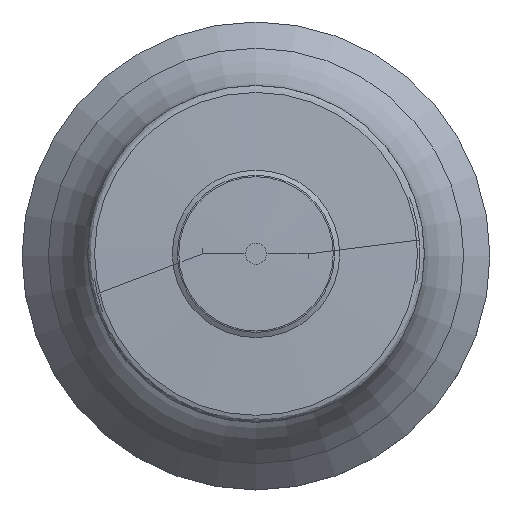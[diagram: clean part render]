
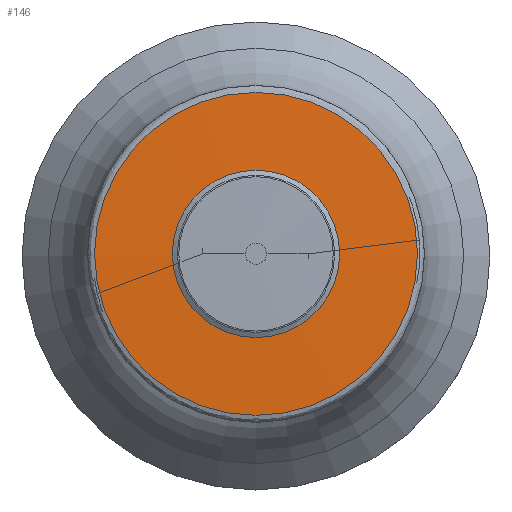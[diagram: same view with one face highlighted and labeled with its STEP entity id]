
A CAD part, top view. The second image highlights one B-rep face of the part: STEP entity #146.
In plain terms, the highlighted face is a revolution surface.
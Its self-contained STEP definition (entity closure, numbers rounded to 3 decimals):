
#34=SURFACE_OF_REVOLUTION('',#81,#40);
#40=AXIS1_PLACEMENT('',#749,#582);
#81=B_SPLINE_CURVE_WITH_KNOTS('',5,(#743,#744,#745,#746,#747,#748),
 .UNSPECIFIED.,.F.,.F.,(6,6),(0.,1.),.UNSPECIFIED.);
#146=ADVANCED_FACE('',(#195,#196),#34,.F.);
#195=FACE_BOUND('',#244,.T.);
#196=FACE_BOUND('',#245,.T.);
#244=EDGE_LOOP('',(#320));
#245=EDGE_LOOP('',(#321));
#320=ORIENTED_EDGE('',*,*,#397,.T.);
#321=ORIENTED_EDGE('',*,*,#396,.F.);
#358=VERTEX_POINT('',#717);
#359=VERTEX_POINT('',#742);
#396=EDGE_CURVE('',#358,#358,#419,.T.);
#397=EDGE_CURVE('',#359,#359,#420,.T.);
#419=CIRCLE('',#469,17.251);
#420=CIRCLE('',#470,8.941);
#469=AXIS2_PLACEMENT_3D('',#716,#577,#578);
#470=AXIS2_PLACEMENT_3D('',#741,#580,#581);
#577=DIRECTION('',(0.,0.,-1.));
#578=DIRECTION('',(-1.,0.,0.));
#580=DIRECTION('',(0.,0.,-1.));
#581=DIRECTION('',(-1.,0.,0.));
#582=DIRECTION('',(0.,0.,-1.));
#716=CARTESIAN_POINT('',(0.,0.,132.202));
#717=CARTESIAN_POINT('',(-17.251,0.,132.202));
#741=CARTESIAN_POINT('',(0.,0.,132.5));
#742=CARTESIAN_POINT('',(-8.941,0.,132.5));
#743=CARTESIAN_POINT('',(17.251,0.,132.202));
#744=CARTESIAN_POINT('',(15.589,0.,132.261));
#745=CARTESIAN_POINT('',(13.927,0.,132.321));
#746=CARTESIAN_POINT('',(12.265,0.,132.38));
#747=CARTESIAN_POINT('',(10.603,0.,132.44));
#748=CARTESIAN_POINT('',(8.941,0.,132.5));
#749=CARTESIAN_POINT('',(0.,0.,0.));
